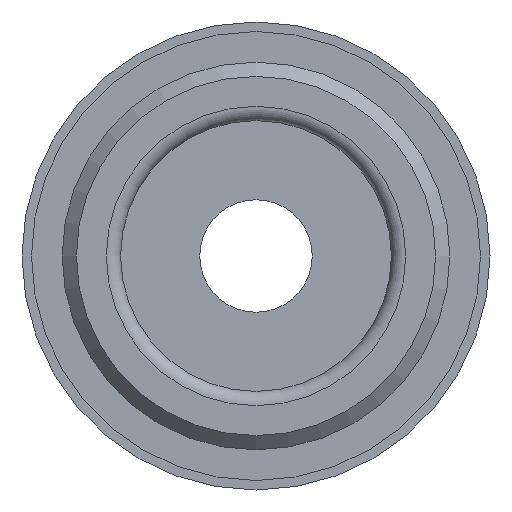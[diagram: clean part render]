
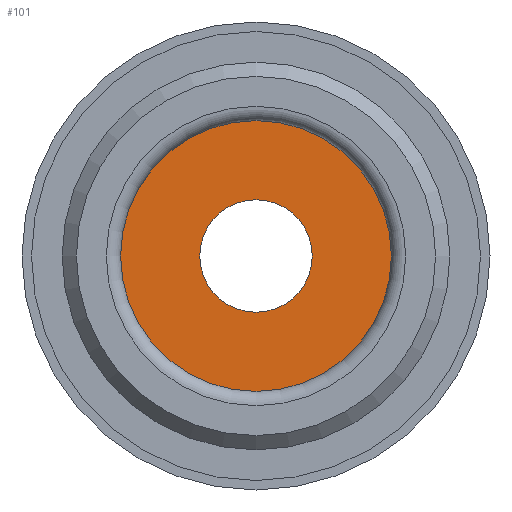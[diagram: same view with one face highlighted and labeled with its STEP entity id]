
A CAD part, left-side view. The second image highlights one B-rep face of the part: STEP entity #101.
In plain terms, the highlighted planar face has unit normal (-1, 0, 0).
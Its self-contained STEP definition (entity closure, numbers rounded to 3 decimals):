
#101 = ADVANCED_FACE( '', ( #173, #174 ), #175, .T. );
#173 = FACE_BOUND( '', #263, .T. );
#174 = FACE_OUTER_BOUND( '', #264, .T. );
#175 = PLANE( '', #265 );
#263 = EDGE_LOOP( '', ( #467 ) );
#264 = EDGE_LOOP( '', ( #468 ) );
#265 = AXIS2_PLACEMENT_3D( '', #469, #470, #471 );
#467 = ORIENTED_EDGE( '', *, *, #569, .T. );
#468 = ORIENTED_EDGE( '', *, *, #570, .F. );
#469 = CARTESIAN_POINT( '', ( 14.288, 10., 0. ) );
#470 = DIRECTION( '', ( -1., 0., 0. ) );
#471 = DIRECTION( '', ( 0., 0., 1. ) );
#569 = EDGE_CURVE( '', #661, #661, #662, .T. );
#570 = EDGE_CURVE( '', #663, #663, #664, .T. );
#661 = VERTEX_POINT( '', #887 );
#662 = CIRCLE( '', #888, 3.759 );
#663 = VERTEX_POINT( '', #889 );
#664 = CIRCLE( '', #890, 10. );
#887 = CARTESIAN_POINT( '', ( 14.288, 0., -3.759 ) );
#888 = AXIS2_PLACEMENT_3D( '', #972, #973, #974 );
#889 = CARTESIAN_POINT( '', ( 14.288, 0., -10. ) );
#890 = AXIS2_PLACEMENT_3D( '', #975, #976, #977 );
#972 = CARTESIAN_POINT( '', ( 14.288, 0., 0. ) );
#973 = DIRECTION( '', ( 1., 0., 0. ) );
#974 = DIRECTION( '', ( 0., 0., -1. ) );
#975 = CARTESIAN_POINT( '', ( 14.288, 0., 0. ) );
#976 = DIRECTION( '', ( 1., 0., 0. ) );
#977 = DIRECTION( '', ( 0., 0., -1. ) );
